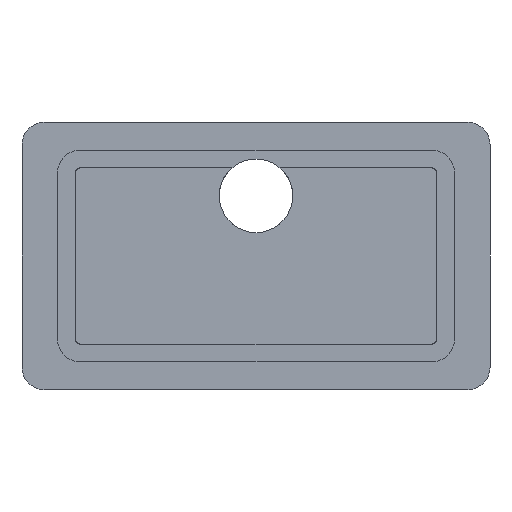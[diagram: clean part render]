
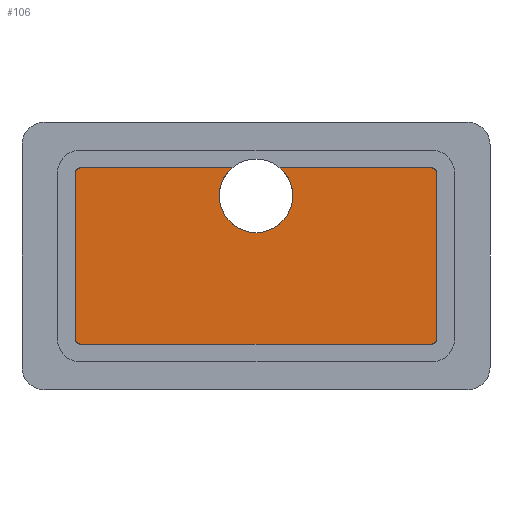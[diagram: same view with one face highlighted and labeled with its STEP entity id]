
A CAD part, front view. The second image highlights one B-rep face of the part: STEP entity #106.
In plain terms, the highlighted face is planar.
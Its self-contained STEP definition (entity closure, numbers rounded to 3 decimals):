
#9 = ORIENTED_EDGE ( 'NONE', *, *, #223, .T. ) ;
#10 = EDGE_CURVE ( 'NONE', #439, #804, #382, .T. ) ;
#42 = LINE ( 'NONE', #766, #479 ) ;
#44 = VERTEX_POINT ( 'NONE', #246 ) ;
#90 = LINE ( 'NONE', #270, #578 ) ;
#91 = DIRECTION ( 'NONE',  ( 0., 0., 1. ) ) ;
#97 = CARTESIAN_POINT ( 'NONE',  ( 0., -2.7, -3. ) ) ;
#106 = ADVANCED_FACE ( 'NONE', ( #799 ), #169, .T. ) ;
#111 = VERTEX_POINT ( 'NONE', #452 ) ;
#119 = CARTESIAN_POINT ( 'NONE',  ( -1.077, -3.95, -3. ) ) ;
#136 = DIRECTION ( 'NONE',  ( 0., 1., 0. ) ) ;
#139 = AXIS2_PLACEMENT_3D ( 'NONE', #97, #91, #738 ) ;
#158 = VERTEX_POINT ( 'NONE', #420 ) ;
#168 = ORIENTED_EDGE ( 'NONE', *, *, #1098, .T. ) ;
#169 = PLANE ( 'NONE',  #350 ) ;
#174 = VERTEX_POINT ( 'NONE', #1115 ) ;
#195 = VERTEX_POINT ( 'NONE', #1110 ) ;
#196 = ORIENTED_EDGE ( 'NONE', *, *, #483, .T. ) ;
#214 = DIRECTION ( 'NONE',  ( 0., 0., 1. ) ) ;
#221 = DIRECTION ( 'NONE',  ( 0., 0., 1. ) ) ;
#223 = EDGE_CURVE ( 'NONE', #195, #439, #495, .T. ) ;
#227 = CIRCLE ( 'NONE', #680, 0.2 ) ;
#237 = ORIENTED_EDGE ( 'NONE', *, *, #940, .F. ) ;
#246 = CARTESIAN_POINT ( 'NONE',  ( 1.077, -3.95, -3. ) ) ;
#259 = VERTEX_POINT ( 'NONE', #1148 ) ;
#270 = CARTESIAN_POINT ( 'NONE',  ( -7.9, -3.95, -3. ) ) ;
#272 = DIRECTION ( 'NONE',  ( 0., 1., 0. ) ) ;
#287 = CARTESIAN_POINT ( 'NONE',  ( -7.9, -3.95, -3. ) ) ;
#291 = CIRCLE ( 'NONE', #1049, 0.2 ) ;
#300 = ORIENTED_EDGE ( 'NONE', *, *, #301, .T. ) ;
#301 = EDGE_CURVE ( 'NONE', #259, #1141, #42, .T. ) ;
#306 = CARTESIAN_POINT ( 'NONE',  ( 7.9, 3.75, -3. ) ) ;
#308 = VECTOR ( 'NONE', #1074, 1000. ) ;
#342 = EDGE_CURVE ( 'NONE', #804, #1076, #90, .T. ) ;
#350 = AXIS2_PLACEMENT_3D ( 'NONE', #999, #901, #272 ) ;
#359 = EDGE_CURVE ( 'NONE', #158, #1076, #381, .T. ) ;
#378 = LINE ( 'NONE', #287, #869 ) ;
#381 = CIRCLE ( 'NONE', #1066, 1.65 ) ;
#382 = CIRCLE ( 'NONE', #729, 0.2 ) ;
#401 = CARTESIAN_POINT ( 'NONE',  ( 7.9, -3.75, -3. ) ) ;
#404 = CARTESIAN_POINT ( 'NONE',  ( -7.9, -3.75, -3. ) ) ;
#420 = CARTESIAN_POINT ( 'NONE',  ( 0., -1.05, -3. ) ) ;
#439 = VERTEX_POINT ( 'NONE', #641 ) ;
#449 = CARTESIAN_POINT ( 'NONE',  ( -7.9, 3.75, -3. ) ) ;
#452 = CARTESIAN_POINT ( 'NONE',  ( 7.9, -3.95, -3. ) ) ;
#461 = ORIENTED_EDGE ( 'NONE', *, *, #10, .T. ) ;
#462 = ORIENTED_EDGE ( 'NONE', *, *, #1143, .T. ) ;
#479 = VECTOR ( 'NONE', #1057, 1000. ) ;
#483 = EDGE_CURVE ( 'NONE', #174, #930, #661, .T. ) ;
#495 = LINE ( 'NONE', #503, #308 ) ;
#503 = CARTESIAN_POINT ( 'NONE',  ( -8.1, 3.75, -3. ) ) ;
#524 = EDGE_CURVE ( 'NONE', #44, #111, #378, .T. ) ;
#545 = DIRECTION ( 'NONE',  ( 0., 1., 0. ) ) ;
#578 = VECTOR ( 'NONE', #714, 1000. ) ;
#592 = DIRECTION ( 'NONE',  ( 0., 1., 0. ) ) ;
#627 = CARTESIAN_POINT ( 'NONE',  ( -7.9, -3.95, -3. ) ) ;
#631 = CIRCLE ( 'NONE', #985, 0.2 ) ;
#632 = DIRECTION ( 'NONE',  ( 0., 1., 0. ) ) ;
#641 = CARTESIAN_POINT ( 'NONE',  ( -8.1, -3.75, -3. ) ) ;
#647 = CARTESIAN_POINT ( 'NONE',  ( -7.9, 3.95, -3. ) ) ;
#649 = DIRECTION ( 'NONE',  ( 1., 0., 0. ) ) ;
#661 = LINE ( 'NONE', #936, #1183 ) ;
#675 = DIRECTION ( 'NONE',  ( 0., 0., 1. ) ) ;
#680 = AXIS2_PLACEMENT_3D ( 'NONE', #306, #214, #136 ) ;
#681 = ORIENTED_EDGE ( 'NONE', *, *, #342, .T. ) ;
#714 = DIRECTION ( 'NONE',  ( 1., 0., 0. ) ) ;
#729 = AXIS2_PLACEMENT_3D ( 'NONE', #404, #675, #1138 ) ;
#738 = DIRECTION ( 'NONE',  ( 0., 1., 0. ) ) ;
#766 = CARTESIAN_POINT ( 'NONE',  ( 8.1, -3.75, -3. ) ) ;
#773 = EDGE_CURVE ( 'NONE', #930, #195, #291, .T. ) ;
#799 = FACE_OUTER_BOUND ( 'NONE', #1194, .T. ) ;
#804 = VERTEX_POINT ( 'NONE', #627 ) ;
#851 = ORIENTED_EDGE ( 'NONE', *, *, #524, .T. ) ;
#869 = VECTOR ( 'NONE', #649, 1000. ) ;
#901 = DIRECTION ( 'NONE',  ( 0., 0., 1. ) ) ;
#903 = DIRECTION ( 'NONE',  ( 0., 0., 1. ) ) ;
#926 = ORIENTED_EDGE ( 'NONE', *, *, #359, .F. ) ;
#930 = VERTEX_POINT ( 'NONE', #647 ) ;
#936 = CARTESIAN_POINT ( 'NONE',  ( 7.9, 3.95, -3. ) ) ;
#940 = EDGE_CURVE ( 'NONE', #44, #158, #1106, .T. ) ;
#985 = AXIS2_PLACEMENT_3D ( 'NONE', #401, #221, #592 ) ;
#999 = CARTESIAN_POINT ( 'NONE',  ( -7.9, 3.75, -3. ) ) ;
#1020 = DIRECTION ( 'NONE',  ( -1., 0., 0. ) ) ;
#1047 = CARTESIAN_POINT ( 'NONE',  ( 8.1, 3.75, -3. ) ) ;
#1049 = AXIS2_PLACEMENT_3D ( 'NONE', #449, #1079, #632 ) ;
#1057 = DIRECTION ( 'NONE',  ( 0., 1., 0. ) ) ;
#1066 = AXIS2_PLACEMENT_3D ( 'NONE', #1104, #903, #545 ) ;
#1074 = DIRECTION ( 'NONE',  ( 0., -1., 0. ) ) ;
#1076 = VERTEX_POINT ( 'NONE', #119 ) ;
#1079 = DIRECTION ( 'NONE',  ( 0., 0., 1. ) ) ;
#1082 = ORIENTED_EDGE ( 'NONE', *, *, #773, .T. ) ;
#1098 = EDGE_CURVE ( 'NONE', #1141, #174, #227, .T. ) ;
#1104 = CARTESIAN_POINT ( 'NONE',  ( 0., -2.7, -3. ) ) ;
#1106 = CIRCLE ( 'NONE', #139, 1.65 ) ;
#1110 = CARTESIAN_POINT ( 'NONE',  ( -8.1, 3.75, -3. ) ) ;
#1115 = CARTESIAN_POINT ( 'NONE',  ( 7.9, 3.95, -3. ) ) ;
#1138 = DIRECTION ( 'NONE',  ( 0., 1., 0. ) ) ;
#1141 = VERTEX_POINT ( 'NONE', #1047 ) ;
#1143 = EDGE_CURVE ( 'NONE', #111, #259, #631, .T. ) ;
#1148 = CARTESIAN_POINT ( 'NONE',  ( 8.1, -3.75, -3. ) ) ;
#1183 = VECTOR ( 'NONE', #1020, 1000. ) ;
#1194 = EDGE_LOOP ( 'NONE', ( #237, #851, #462, #300, #168, #196, #1082, #9, #461, #681, #926 ) ) ;
